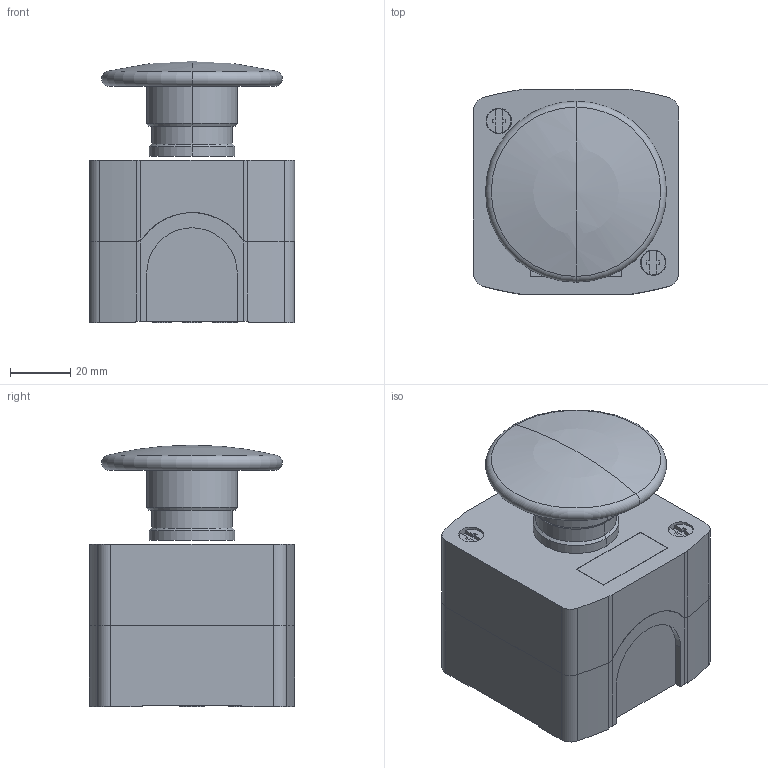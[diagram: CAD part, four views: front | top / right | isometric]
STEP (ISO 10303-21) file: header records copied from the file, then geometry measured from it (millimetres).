
FILE_DESCRIPTION((''),'2;1');
FILE_NAME('XALK178GH7-3D_SW0002','2020-12-02T16:08:11',('SESA231899'),('Schneider-Electric'),'CREO PARAMETRIC BY PTC INC, 2019164','CREO PARAMETRIC BY PTC INC, 2019164','');
FILE_SCHEMA(('AP242_MANAGED_MODEL_BASED_3D_ENGINEERING_MIM_LF { 1 0 10303 442 1 1 4 }'));
Length unit declared in the file: millimetre
Products named in the file (1): XALK178GH7-3D_SW0002
Bounding box: 68 x 68 x 86.72 mm (x, y, z)
Volume: 108217.9 mm3; surface area: 74571.1 mm2
Topology: 2 solids, 2 shells, 1018 faces, 2907 edges, 1919 vertices
Faces by surface type: plane 778, cylinder 216, extrusion 12, cone 8, torus 2, sphere 2
Entity records: 61156 total; most frequent: CARTESIAN_POINT 33276, ORIENTED_EDGE 5810, DIRECTION 5395, EDGE_CURVE 2905, VECTOR 2285, LINE 2273, VERTEX_POINT 1919, AXIS2_PLACEMENT_3D 1555
